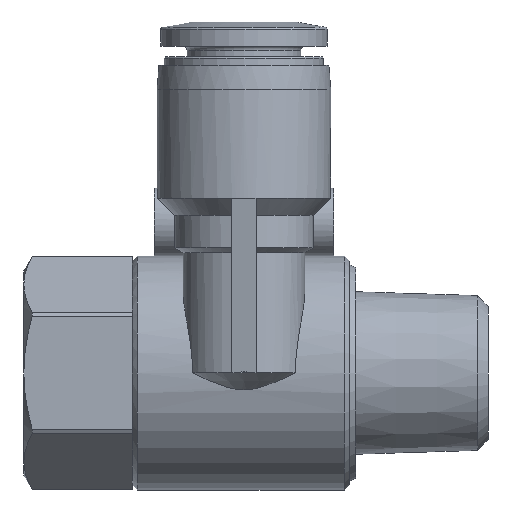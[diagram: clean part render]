
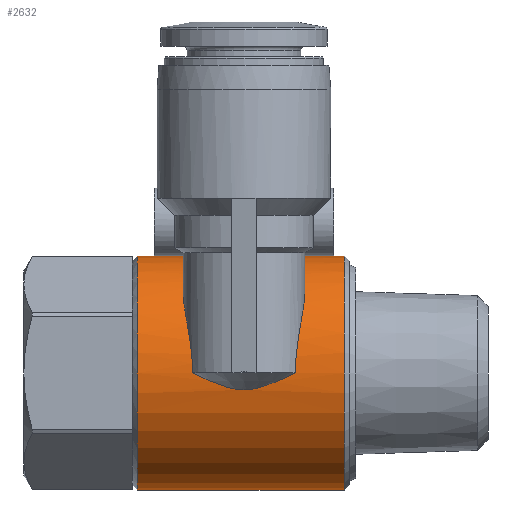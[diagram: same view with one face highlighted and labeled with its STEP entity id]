
A CAD part, left-side view. The second image highlights one B-rep face of the part: STEP entity #2632.
In plain terms, the highlighted cylindrical face has radius 9.7 mm (diameter 19.4 mm), a full revolution.
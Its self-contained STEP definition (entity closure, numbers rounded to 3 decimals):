
#83=LINE('',#3761,#151);
#84=LINE('',#3765,#152);
#85=LINE('',#3782,#153);
#86=LINE('',#3786,#154);
#151=VECTOR('',#3101,1000.);
#152=VECTOR('',#3104,1000.);
#153=VECTOR('',#3111,1000.);
#154=VECTOR('',#3114,1000.);
#225=B_SPLINE_CURVE_WITH_KNOTS('',3,(#3713,#3714,#3715,#3716,#3717,#3718,
#3719,#3720,#3721),.UNSPECIFIED.,.F.,.F.,(4,1,1,1,1,1,4),(0.017,
0.019,0.021,0.023,0.025,
0.028,0.032),.UNSPECIFIED.);
#226=B_SPLINE_CURVE_WITH_KNOTS('',3,(#3736,#3737,#3738,#3739,#3740,#3741,
#3742,#3743,#3744),.UNSPECIFIED.,.F.,.F.,(4,1,1,1,1,1,4),(0.,0.004,
0.008,0.009,0.011,0.013,
0.015),.UNSPECIFIED.);
#229=B_SPLINE_CURVE_WITH_KNOTS('',3,(#3769,#3770,#3771,#3772,#3773,#3774,
#3775,#3776,#3777),.UNSPECIFIED.,.F.,.F.,(4,1,1,1,1,1,4),(0.017,
0.019,0.021,0.023,0.025,
0.028,0.032),.UNSPECIFIED.);
#230=B_SPLINE_CURVE_WITH_KNOTS('',3,(#3790,#3791,#3792,#3793,#3794,#3795,
#3796,#3797,#3798),.UNSPECIFIED.,.F.,.F.,(4,1,1,1,1,1,4),(0.,0.004,
0.008,0.009,0.011,0.013,
0.015),.UNSPECIFIED.);
#231=B_SPLINE_CURVE_WITH_KNOTS('',3,(#3800,#3801,#3802,#3803,#3804,#3805,
#3806,#3807),.UNSPECIFIED.,.F.,.F.,(4,1,1,1,1,4),(0.001,
0.003,0.004,0.005,0.007,
0.01),.UNSPECIFIED.);
#232=B_SPLINE_CURVE_WITH_KNOTS('',3,(#3811,#3812,#3813,#3814,#3815,#3816,
#3817,#3818),.UNSPECIFIED.,.F.,.F.,(4,1,1,1,1,4),(0.001,
0.003,0.004,0.005,0.007,
0.01),.UNSPECIFIED.);
#370=ORIENTED_EDGE('',*,*,#850,.F.);
#371=ORIENTED_EDGE('',*,*,#851,.F.);
#372=ORIENTED_EDGE('',*,*,#852,.T.);
#373=ORIENTED_EDGE('',*,*,#853,.F.);
#374=ORIENTED_EDGE('',*,*,#854,.F.);
#375=ORIENTED_EDGE('',*,*,#855,.F.);
#376=ORIENTED_EDGE('',*,*,#856,.T.);
#377=ORIENTED_EDGE('',*,*,#857,.F.);
#378=ORIENTED_EDGE('',*,*,#858,.F.);
#379=ORIENTED_EDGE('',*,*,#835,.F.);
#380=ORIENTED_EDGE('',*,*,#859,.F.);
#381=ORIENTED_EDGE('',*,*,#849,.F.);
#382=ORIENTED_EDGE('',*,*,#860,.F.);
#383=ORIENTED_EDGE('',*,*,#847,.F.);
#384=ORIENTED_EDGE('',*,*,#861,.F.);
#385=ORIENTED_EDGE('',*,*,#842,.F.);
#386=ORIENTED_EDGE('',*,*,#862,.F.);
#387=ORIENTED_EDGE('',*,*,#863,.T.);
#835=EDGE_CURVE('',#1074,#1075,#225,.T.);
#842=EDGE_CURVE('',#1080,#1078,#226,.T.);
#847=EDGE_CURVE('',#1083,#1084,#83,.T.);
#849=EDGE_CURVE('',#1085,#1081,#84,.F.);
#850=EDGE_CURVE('',#1086,#1086,#1234,.T.);
#851=EDGE_CURVE('',#1087,#1088,#229,.T.);
#852=EDGE_CURVE('',#1087,#1089,#1235,.T.);
#853=EDGE_CURVE('',#1090,#1089,#85,.T.);
#854=EDGE_CURVE('',#1091,#1090,#1236,.T.);
#855=EDGE_CURVE('',#1092,#1091,#86,.F.);
#856=EDGE_CURVE('',#1092,#1093,#1237,.T.);
#857=EDGE_CURVE('',#1094,#1093,#230,.T.);
#858=EDGE_CURVE('',#1075,#1094,#231,.T.);
#859=EDGE_CURVE('',#1081,#1074,#1238,.T.);
#860=EDGE_CURVE('',#1084,#1085,#1239,.T.);
#861=EDGE_CURVE('',#1078,#1083,#1240,.T.);
#862=EDGE_CURVE('',#1088,#1080,#232,.T.);
#863=EDGE_CURVE('',#1095,#1095,#1241,.T.);
#1074=VERTEX_POINT('',#3712);
#1075=VERTEX_POINT('',#3722);
#1078=VERTEX_POINT('',#3731);
#1080=VERTEX_POINT('',#3735);
#1081=VERTEX_POINT('',#3747);
#1083=VERTEX_POINT('',#3760);
#1084=VERTEX_POINT('',#3762);
#1085=VERTEX_POINT('',#3764);
#1086=VERTEX_POINT('',#3768);
#1087=VERTEX_POINT('',#3778);
#1088=VERTEX_POINT('',#3779);
#1089=VERTEX_POINT('',#3781);
#1090=VERTEX_POINT('',#3783);
#1091=VERTEX_POINT('',#3785);
#1092=VERTEX_POINT('',#3787);
#1093=VERTEX_POINT('',#3789);
#1094=VERTEX_POINT('',#3799);
#1095=VERTEX_POINT('',#3820);
#1234=CIRCLE('',#2793,9.7);
#1235=CIRCLE('',#2794,9.7);
#1236=CIRCLE('',#2795,9.7);
#1237=CIRCLE('',#2796,9.7);
#1238=CIRCLE('',#2797,9.7);
#1239=CIRCLE('',#2798,9.7);
#1240=CIRCLE('',#2799,9.7);
#1241=CIRCLE('',#2800,9.7);
#1357=EDGE_LOOP('',(#370));
#1358=EDGE_LOOP('',(#371,#372,#373,#374,#375,#376,#377,#378,#379,#380,#381,
#382,#383,#384,#385,#386));
#1359=EDGE_LOOP('',(#387));
#1535=FACE_BOUND('',#1357,.T.);
#1536=FACE_BOUND('',#1358,.T.);
#1537=FACE_BOUND('',#1359,.T.);
#1704=CYLINDRICAL_SURFACE('',#2792,9.7);
#2632=ADVANCED_FACE('',(#1535,#1536,#1537),#1704,.T.);
#2792=AXIS2_PLACEMENT_3D('',#3766,#3105,#3106);
#2793=AXIS2_PLACEMENT_3D('',#3767,#3107,#3108);
#2794=AXIS2_PLACEMENT_3D('',#3780,#3109,#3110);
#2795=AXIS2_PLACEMENT_3D('',#3784,#3112,#3113);
#2796=AXIS2_PLACEMENT_3D('',#3788,#3115,#3116);
#2797=AXIS2_PLACEMENT_3D('',#3808,#3117,#3118);
#2798=AXIS2_PLACEMENT_3D('',#3809,#3119,#3120);
#2799=AXIS2_PLACEMENT_3D('',#3810,#3121,#3122);
#2800=AXIS2_PLACEMENT_3D('',#3819,#3123,#3124);
#3101=DIRECTION('',(0.,-1.,0.));
#3104=DIRECTION('',(0.,-1.,0.));
#3105=DIRECTION('',(0.,-1.,0.));
#3106=DIRECTION('',(0.,0.,-1.));
#3107=DIRECTION('',(0.,-1.,0.));
#3108=DIRECTION('',(0.,0.,-1.));
#3109=DIRECTION('',(0.,1.,0.));
#3110=DIRECTION('',(0.,0.,1.));
#3111=DIRECTION('',(0.,-1.,0.));
#3112=DIRECTION('',(0.,-1.,0.));
#3113=DIRECTION('',(0.,0.,-1.));
#3114=DIRECTION('',(0.,-1.,0.));
#3115=DIRECTION('',(0.,1.,0.));
#3116=DIRECTION('',(0.,0.,1.));
#3117=DIRECTION('',(0.,1.,0.));
#3118=DIRECTION('',(0.,0.,1.));
#3119=DIRECTION('',(0.,1.,0.));
#3120=DIRECTION('',(0.,0.,1.));
#3121=DIRECTION('',(0.,1.,0.));
#3122=DIRECTION('',(0.,0.,1.));
#3123=DIRECTION('',(0.,-1.,0.));
#3124=DIRECTION('',(0.,0.,-1.));
#3712=CARTESIAN_POINT('',(2.06,8.25,9.479));
#3713=CARTESIAN_POINT('',(2.06,8.25,9.479));
#3714=CARTESIAN_POINT('',(2.185,7.633,9.452));
#3715=CARTESIAN_POINT('',(2.671,6.445,9.345));
#3716=CARTESIAN_POINT('',(3.97,5.089,8.899));
#3717=CARTESIAN_POINT('',(5.532,4.34,8.042));
#3718=CARTESIAN_POINT('',(7.476,4.091,6.406));
#3719=CARTESIAN_POINT('',(9.206,4.637,3.745));
#3720=CARTESIAN_POINT('',(9.7,4.994,1.269));
#3721=CARTESIAN_POINT('',(9.7,4.994,0.));
#3722=CARTESIAN_POINT('',(9.7,4.994,0.));
#3731=CARTESIAN_POINT('',(-2.06,8.25,9.479));
#3735=CARTESIAN_POINT('',(-9.7,4.994,0.));
#3736=CARTESIAN_POINT('',(-9.7,4.994,0.));
#3737=CARTESIAN_POINT('',(-9.7,4.994,1.269));
#3738=CARTESIAN_POINT('',(-9.204,4.636,3.749));
#3739=CARTESIAN_POINT('',(-7.478,4.09,6.404));
#3740=CARTESIAN_POINT('',(-5.529,4.342,8.043));
#3741=CARTESIAN_POINT('',(-3.977,5.084,8.896));
#3742=CARTESIAN_POINT('',(-2.673,6.442,9.345));
#3743=CARTESIAN_POINT('',(-2.186,7.628,9.451));
#3744=CARTESIAN_POINT('',(-2.06,8.25,9.479));
#3747=CARTESIAN_POINT('',(0.295,8.25,9.696));
#3760=CARTESIAN_POINT('',(-0.295,8.25,9.696));
#3761=CARTESIAN_POINT('',(-0.295,9.25,9.696));
#3762=CARTESIAN_POINT('',(-0.295,1.8,9.696));
#3764=CARTESIAN_POINT('',(0.295,1.8,9.696));
#3765=CARTESIAN_POINT('',(0.295,9.25,9.696));
#3766=CARTESIAN_POINT('',(0.,0.,0.));
#3767=CARTESIAN_POINT('',(0.,0.924,0.));
#3768=CARTESIAN_POINT('',(0.,0.924,-9.7));
#3769=CARTESIAN_POINT('',(-2.06,10.25,9.479));
#3770=CARTESIAN_POINT('',(-2.185,10.867,9.452));
#3771=CARTESIAN_POINT('',(-2.671,12.055,9.345));
#3772=CARTESIAN_POINT('',(-3.97,13.411,8.899));
#3773=CARTESIAN_POINT('',(-5.532,14.16,8.042));
#3774=CARTESIAN_POINT('',(-7.476,14.409,6.406));
#3775=CARTESIAN_POINT('',(-9.206,13.863,3.745));
#3776=CARTESIAN_POINT('',(-9.7,13.506,1.269));
#3777=CARTESIAN_POINT('',(-9.7,13.506,0.));
#3778=CARTESIAN_POINT('',(-2.06,10.25,9.479));
#3779=CARTESIAN_POINT('',(-9.7,13.506,0.));
#3780=CARTESIAN_POINT('',(0.,10.25,0.));
#3781=CARTESIAN_POINT('',(-0.295,10.25,9.696));
#3782=CARTESIAN_POINT('',(-0.295,9.25,9.696));
#3783=CARTESIAN_POINT('',(-0.295,16.7,9.696));
#3784=CARTESIAN_POINT('',(0.,16.7,0.));
#3785=CARTESIAN_POINT('',(0.295,16.7,9.696));
#3786=CARTESIAN_POINT('',(0.295,9.25,9.696));
#3787=CARTESIAN_POINT('',(0.295,10.25,9.696));
#3788=CARTESIAN_POINT('',(0.,10.25,0.));
#3789=CARTESIAN_POINT('',(2.06,10.25,9.479));
#3790=CARTESIAN_POINT('',(9.7,13.506,0.));
#3791=CARTESIAN_POINT('',(9.7,13.506,1.269));
#3792=CARTESIAN_POINT('',(9.204,13.864,3.749));
#3793=CARTESIAN_POINT('',(7.478,14.41,6.404));
#3794=CARTESIAN_POINT('',(5.529,14.158,8.043));
#3795=CARTESIAN_POINT('',(3.977,13.416,8.896));
#3796=CARTESIAN_POINT('',(2.673,12.058,9.345));
#3797=CARTESIAN_POINT('',(2.186,10.872,9.451));
#3798=CARTESIAN_POINT('',(2.06,10.25,9.479));
#3799=CARTESIAN_POINT('',(9.7,13.506,0.));
#3800=CARTESIAN_POINT('',(9.7,4.994,0.));
#3801=CARTESIAN_POINT('',(9.7,5.673,-0.331));
#3802=CARTESIAN_POINT('',(9.673,6.701,-0.814));
#3803=CARTESIAN_POINT('',(9.613,8.127,-1.302));
#3804=CARTESIAN_POINT('',(9.58,9.643,-1.52));
#3805=CARTESIAN_POINT('',(9.664,11.473,-0.97));
#3806=CARTESIAN_POINT('',(9.7,12.829,-0.33));
#3807=CARTESIAN_POINT('',(9.7,13.506,0.));
#3808=CARTESIAN_POINT('',(0.,8.25,0.));
#3809=CARTESIAN_POINT('',(0.,1.8,0.));
#3810=CARTESIAN_POINT('',(0.,8.25,0.));
#3811=CARTESIAN_POINT('',(-9.7,13.506,0.));
#3812=CARTESIAN_POINT('',(-9.7,12.827,-0.331));
#3813=CARTESIAN_POINT('',(-9.673,11.799,-0.814));
#3814=CARTESIAN_POINT('',(-9.613,10.373,-1.302));
#3815=CARTESIAN_POINT('',(-9.58,8.857,-1.52));
#3816=CARTESIAN_POINT('',(-9.664,7.027,-0.97));
#3817=CARTESIAN_POINT('',(-9.7,5.671,-0.33));
#3818=CARTESIAN_POINT('',(-9.7,4.994,0.));
#3819=CARTESIAN_POINT('',(0.,18.076,0.));
#3820=CARTESIAN_POINT('',(0.,18.076,-9.7));
